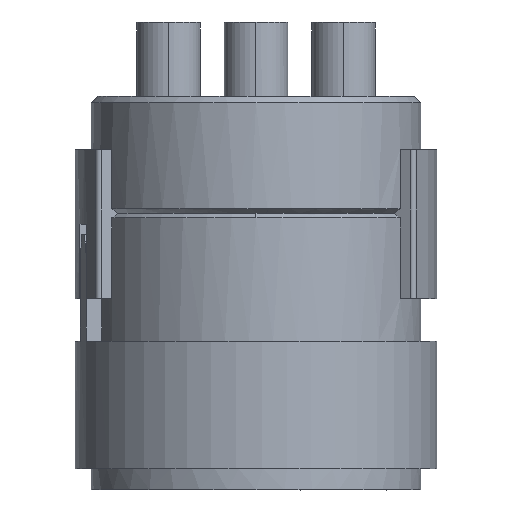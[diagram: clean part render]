
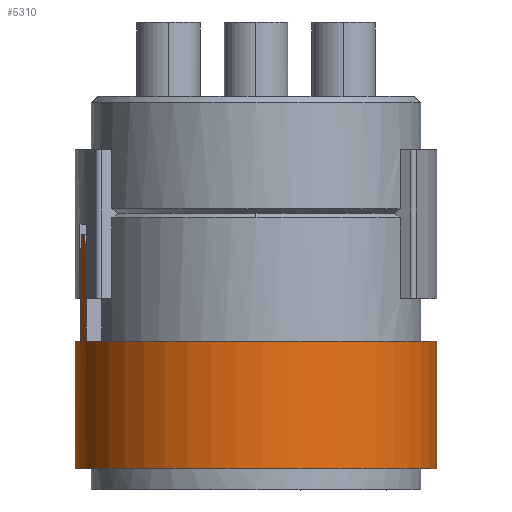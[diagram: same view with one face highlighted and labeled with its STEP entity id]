
A CAD part, front view. The second image highlights one B-rep face of the part: STEP entity #5310.
In plain terms, the highlighted cylindrical face has radius 8.5 mm (diameter 17 mm), a partial arc.
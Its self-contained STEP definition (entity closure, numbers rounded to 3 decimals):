
#5272=AXIS2_PLACEMENT_3D('Cylinder Axis2P3D',#5269,#5270,#5271) ;
#3710=CARTESIAN_POINT('Vertex',(0.,8.5,7.)) ;
#3714=CARTESIAN_POINT('Control Point',(0.239,6.497,7.)) ;
#3715=CARTESIAN_POINT('Control Point',(0.144,6.89,7.)) ;
#3716=CARTESIAN_POINT('Control Point',(0.072,7.289,7.)) ;
#3717=CARTESIAN_POINT('Control Point',(0.024,7.691,7.)) ;
#3718=CARTESIAN_POINT('Control Point',(0.,8.096,7.)) ;
#3719=CARTESIAN_POINT('Control Point',(0.,8.5,7.)) ;
#3720=CARTESIAN_POINT('Vertex',(0.239,6.497,7.)) ;
#3742=CARTESIAN_POINT('Line Origine',(0.239,6.497,8.94)) ;
#3746=CARTESIAN_POINT('Vertex',(0.239,6.497,10.88)) ;
#3767=CARTESIAN_POINT('Control Point',(0.315,6.207,12.)) ;
#3768=CARTESIAN_POINT('Control Point',(0.299,6.264,11.777)) ;
#3769=CARTESIAN_POINT('Control Point',(0.283,6.322,11.553)) ;
#3770=CARTESIAN_POINT('Control Point',(0.268,6.38,11.329)) ;
#3771=CARTESIAN_POINT('Control Point',(0.254,6.439,11.105)) ;
#3772=CARTESIAN_POINT('Control Point',(0.239,6.497,10.88)) ;
#3773=CARTESIAN_POINT('Vertex',(0.315,6.207,12.)) ;
#3794=CARTESIAN_POINT('Control Point',(0.432,5.824,12.)) ;
#3795=CARTESIAN_POINT('Control Point',(0.407,5.9,12.)) ;
#3796=CARTESIAN_POINT('Control Point',(0.383,5.976,12.)) ;
#3797=CARTESIAN_POINT('Control Point',(0.359,6.053,12.)) ;
#3798=CARTESIAN_POINT('Control Point',(0.337,6.13,12.)) ;
#3799=CARTESIAN_POINT('Control Point',(0.315,6.207,12.)) ;
#3800=CARTESIAN_POINT('Vertex',(0.432,5.824,12.)) ;
#3821=CARTESIAN_POINT('Control Point',(0.532,5.541,10.88)) ;
#3822=CARTESIAN_POINT('Control Point',(0.511,5.598,11.105)) ;
#3823=CARTESIAN_POINT('Control Point',(0.49,5.654,11.329)) ;
#3824=CARTESIAN_POINT('Control Point',(0.47,5.711,11.553)) ;
#3825=CARTESIAN_POINT('Control Point',(0.451,5.767,11.777)) ;
#3826=CARTESIAN_POINT('Control Point',(0.432,5.824,12.)) ;
#3827=CARTESIAN_POINT('Vertex',(0.532,5.541,10.88)) ;
#3847=CARTESIAN_POINT('Line Origine',(0.532,5.541,8.94)) ;
#3851=CARTESIAN_POINT('Vertex',(0.532,5.541,7.)) ;
#3872=CARTESIAN_POINT('Control Point',(17.,8.5,7.)) ;
#3873=CARTESIAN_POINT('Control Point',(17.,7.643,7.)) ;
#3874=CARTESIAN_POINT('Control Point',(16.892,6.786,7.)) ;
#3875=CARTESIAN_POINT('Control Point',(16.676,5.947,7.)) ;
#3876=CARTESIAN_POINT('Control Point',(16.037,4.342,7.)) ;
#3877=CARTESIAN_POINT('Control Point',(15.02,2.946,7.)) ;
#3878=CARTESIAN_POINT('Control Point',(14.426,2.316,7.)) ;
#3879=CARTESIAN_POINT('Control Point',(13.091,1.219,7.)) ;
#3880=CARTESIAN_POINT('Control Point',(11.526,0.487,7.)) ;
#3881=CARTESIAN_POINT('Control Point',(10.702,0.223,7.)) ;
#3882=CARTESIAN_POINT('Control Point',(9.003,-0.093,7.)) ;
#3883=CARTESIAN_POINT('Control Point',(7.28,0.022,7.)) ;
#3884=CARTESIAN_POINT('Control Point',(6.43,0.189,7.)) ;
#3885=CARTESIAN_POINT('Control Point',(4.79,0.733,7.)) ;
#3886=CARTESIAN_POINT('Control Point',(3.336,1.666,7.)) ;
#3887=CARTESIAN_POINT('Control Point',(2.673,2.223,7.)) ;
#3888=CARTESIAN_POINT('Control Point',(1.777,3.191,7.)) ;
#3889=CARTESIAN_POINT('Control Point',(1.086,4.305,7.)) ;
#3890=CARTESIAN_POINT('Control Point',(0.874,4.705,7.)) ;
#3891=CARTESIAN_POINT('Control Point',(0.689,5.118,7.)) ;
#3892=CARTESIAN_POINT('Control Point',(0.532,5.541,7.)) ;
#3893=CARTESIAN_POINT('Vertex',(17.,8.5,7.)) ;
#5241=CARTESIAN_POINT('Line Origine',(0.,8.5,12.)) ;
#5245=CARTESIAN_POINT('Vertex',(0.,8.5,1.)) ;
#5269=CARTESIAN_POINT('Axis2P3D Location',(8.5,8.5,12.)) ;
#5274=CARTESIAN_POINT('Line Origine',(17.,8.5,12.)) ;
#5278=CARTESIAN_POINT('Vertex',(17.,8.5,1.)) ;
#5282=CARTESIAN_POINT('Control Point',(17.,8.5,1.)) ;
#5283=CARTESIAN_POINT('Control Point',(17.,7.165,1.)) ;
#5284=CARTESIAN_POINT('Control Point',(16.738,5.83,1.)) ;
#5285=CARTESIAN_POINT('Control Point',(16.213,4.563,1.)) ;
#5286=CARTESIAN_POINT('Control Point',(14.696,2.304,1.)) ;
#5287=CARTESIAN_POINT('Control Point',(12.437,0.787,1.)) ;
#5288=CARTESIAN_POINT('Control Point',(11.17,0.262,1.)) ;
#5289=CARTESIAN_POINT('Control Point',(8.5,-0.262,1.)) ;
#5290=CARTESIAN_POINT('Control Point',(5.83,0.262,1.)) ;
#5291=CARTESIAN_POINT('Control Point',(4.563,0.787,1.)) ;
#5292=CARTESIAN_POINT('Control Point',(2.304,2.304,1.)) ;
#5293=CARTESIAN_POINT('Control Point',(0.787,4.563,1.)) ;
#5294=CARTESIAN_POINT('Control Point',(0.262,5.83,1.)) ;
#5295=CARTESIAN_POINT('Control Point',(0.,7.165,1.)) ;
#5296=CARTESIAN_POINT('Control Point',(0.,8.5,1.)) ;
#3743=DIRECTION('Vector Direction',(0.,0.,-1.)) ;
#3848=DIRECTION('Vector Direction',(0.,0.,1.)) ;
#5242=DIRECTION('Vector Direction',(0.,0.,-1.)) ;
#5270=DIRECTION('Axis2P3D Direction',(0.,0.,-1.)) ;
#5271=DIRECTION('Axis2P3D XDirection',(1.,0.,0.)) ;
#5275=DIRECTION('Vector Direction',(0.,0.,-1.)) ;
#3744=VECTOR('Line Direction',#3743,1.) ;
#3849=VECTOR('Line Direction',#3848,1.) ;
#5243=VECTOR('Line Direction',#5242,1.) ;
#5276=VECTOR('Line Direction',#5275,1.) ;
#5299=ORIENTED_EDGE('',*,*,#5280,.F.) ;
#5300=ORIENTED_EDGE('',*,*,#3895,.T.) ;
#5301=ORIENTED_EDGE('',*,*,#3853,.T.) ;
#5302=ORIENTED_EDGE('',*,*,#3829,.T.) ;
#5303=ORIENTED_EDGE('',*,*,#3802,.T.) ;
#5304=ORIENTED_EDGE('',*,*,#3775,.T.) ;
#5305=ORIENTED_EDGE('',*,*,#3748,.T.) ;
#5306=ORIENTED_EDGE('',*,*,#3722,.T.) ;
#5307=ORIENTED_EDGE('',*,*,#5247,.T.) ;
#5308=ORIENTED_EDGE('',*,*,#5297,.F.) ;
#5310=ADVANCED_FACE('Hauptkoerper',(#5309),#5273,.T.) ;
#3713=B_SPLINE_CURVE_WITH_KNOTS('',5,(#3714,#3715,#3716,#3717,#3718,#3719),.UNSPECIFIED.,.F.,.U.,(6,6),(0.,2.859),.UNSPECIFIED.) ;
#3766=B_SPLINE_CURVE_WITH_KNOTS('',5,(#3767,#3768,#3769,#3770,#3771,#3772),.UNSPECIFIED.,.F.,.U.,(6,6),(0.,1.639),.UNSPECIFIED.) ;
#3793=B_SPLINE_CURVE_WITH_KNOTS('',5,(#3794,#3795,#3796,#3797,#3798,#3799),.UNSPECIFIED.,.F.,.U.,(6,6),(0.,0.566),.UNSPECIFIED.) ;
#3820=B_SPLINE_CURVE_WITH_KNOTS('',5,(#3821,#3822,#3823,#3824,#3825,#3826),.UNSPECIFIED.,.F.,.U.,(6,6),(0.,1.639),.UNSPECIFIED.) ;
#3871=B_SPLINE_CURVE_WITH_KNOTS('',5,(#3872,#3873,#3874,#3875,#3876,#3877,#3878,#3879,#3880,#3881,#3882,#3883,#3884,#3885,#3886,#3887,#3888,#3889,#3890,#3891,#3892),.UNSPECIFIED.,.F.,.U.,(6,3,3,3,3,3,6),(0.,6.06,12.119,18.179,24.239,30.298,33.49),.UNSPECIFIED.) ;
#5281=B_SPLINE_CURVE_WITH_KNOTS('',5,(#5282,#5283,#5284,#5285,#5286,#5287,#5288,#5289,#5290,#5291,#5292,#5293,#5294,#5295,#5296),.UNSPECIFIED.,.F.,.U.,(6,3,3,3,6),(-13.352,-6.676,0.,6.676,13.352),.UNSPECIFIED.) ;
#5273=CYLINDRICAL_SURFACE('generated cylinder',#5272,8.5) ;
#3722=EDGE_CURVE('',#3721,#3711,#3713,.T.) ;
#3748=EDGE_CURVE('',#3747,#3721,#3745,.T.) ;
#3775=EDGE_CURVE('',#3774,#3747,#3766,.T.) ;
#3802=EDGE_CURVE('',#3801,#3774,#3793,.T.) ;
#3829=EDGE_CURVE('',#3828,#3801,#3820,.T.) ;
#3853=EDGE_CURVE('',#3852,#3828,#3850,.T.) ;
#3895=EDGE_CURVE('',#3894,#3852,#3871,.T.) ;
#5247=EDGE_CURVE('',#3711,#5246,#5244,.T.) ;
#5280=EDGE_CURVE('',#3894,#5279,#5277,.T.) ;
#5297=EDGE_CURVE('',#5279,#5246,#5281,.T.) ;
#5298=EDGE_LOOP('',(#5299,#5300,#5301,#5302,#5303,#5304,#5305,#5306,#5307,#5308)) ;
#5309=FACE_OUTER_BOUND('',#5298,.T.) ;
#3745=LINE('Line',#3742,#3744) ;
#3850=LINE('Line',#3847,#3849) ;
#5244=LINE('Line',#5241,#5243) ;
#5277=LINE('Line',#5274,#5276) ;
#3711=VERTEX_POINT('',#3710) ;
#3721=VERTEX_POINT('',#3720) ;
#3747=VERTEX_POINT('',#3746) ;
#3774=VERTEX_POINT('',#3773) ;
#3801=VERTEX_POINT('',#3800) ;
#3828=VERTEX_POINT('',#3827) ;
#3852=VERTEX_POINT('',#3851) ;
#3894=VERTEX_POINT('',#3893) ;
#5246=VERTEX_POINT('',#5245) ;
#5279=VERTEX_POINT('',#5278) ;
